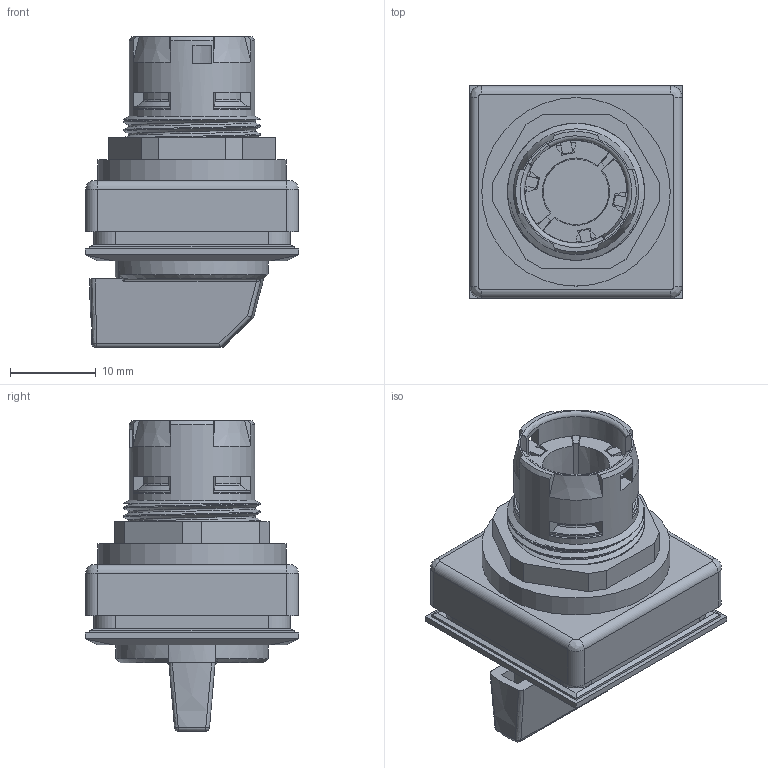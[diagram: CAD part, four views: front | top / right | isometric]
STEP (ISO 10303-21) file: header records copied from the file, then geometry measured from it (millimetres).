
FILE_DESCRIPTION(/* description */ (''),/* implementation_level */ '2;1');
FILE_NAME(/* name */ 'OKJSTB_vereinfacht.stp',/* time_stamp */ '2024-06-27T11:09:55+02:00',/* author */ ('Sz'),/* organization */ (''),/* preprocessor_version */ 'ST-DEVELOPER v19.2',/* originating_system */ 'Autodesk Inventor 2023',/* authorisation */ '');
FILE_SCHEMA (('AUTOMOTIVE_DESIGN { 1 0 10303 214 3 1 1 }'));
Length unit declared in the file: centimetre
Products named in the file (1): Bauteil2474
Bounding box: 24.9 x 24.9 x 36.3 mm (x, y, z)
Volume: 8205.4 mm3; surface area: 7962.3 mm2
Topology: 1 solids, 2 shells, 474 faces, 1290 edges, 824 vertices
Faces by surface type: plane 268, cylinder 123, cone 34, bspline 21, torus 14, sphere 14
Full cylindrical faces by diameter (mm): 1.2 x4, 14.65 x1, 14.796 x1, 16 x5, 16.25 x1, 16.5 x1, 19.5 x1, 22 x1
Entity records: 24206 total; most frequent: CARTESIAN_POINT 11788, ORIENTED_EDGE 2556, DIRECTION 2439, EDGE_CURVE 1278, AXIS2_PLACEMENT_3D 856, VERTEX_POINT 824, LINE 727, VECTOR 727
